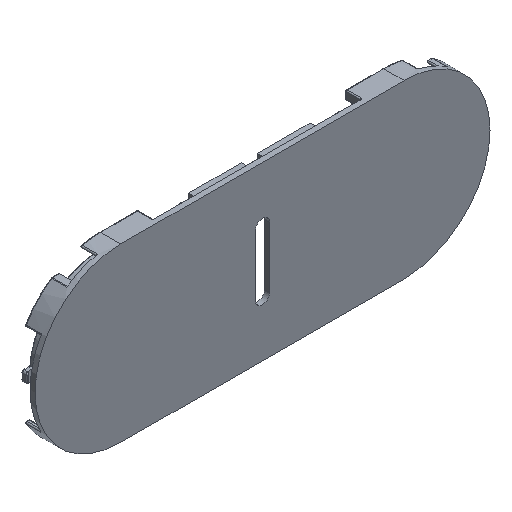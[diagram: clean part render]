
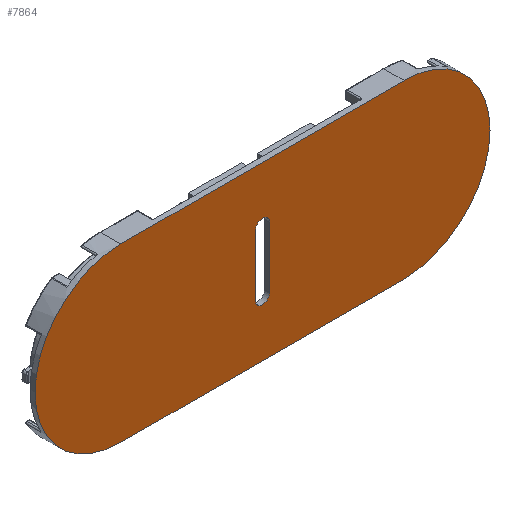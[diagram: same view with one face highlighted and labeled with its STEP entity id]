
A CAD part, isometric view. The second image highlights one B-rep face of the part: STEP entity #7864.
In plain terms, the highlighted planar face has unit normal (0, -1, 0).
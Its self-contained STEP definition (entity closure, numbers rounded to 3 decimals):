
#151 = ORIENTED_EDGE ( 'NONE', *, *, #9118, .T. ) ;
#180 = CARTESIAN_POINT ( 'NONE',  ( -70., 0., 42.5 ) ) ;
#200 = DIRECTION ( 'NONE',  ( 0., 0., 1. ) ) ;
#1321 = DIRECTION ( 'NONE',  ( 0., 0., -1. ) ) ;
#1667 = CIRCLE ( 'NONE', #15715, 3.5 ) ;
#1851 = AXIS2_PLACEMENT_3D ( 'NONE', #19397, #7284, #5589 ) ;
#1925 = EDGE_CURVE ( 'NONE', #12256, #11696, #10806, .T. ) ;
#1999 = DIRECTION ( 'NONE',  ( 0., 1., 0. ) ) ;
#2078 = DIRECTION ( 'NONE',  ( 0., 1., 0. ) ) ;
#2331 = CARTESIAN_POINT ( 'NONE',  ( 0., 0., -42.5 ) ) ;
#2456 = CARTESIAN_POINT ( 'NONE',  ( 70., 0., -42.5 ) ) ;
#2773 = VECTOR ( 'NONE', #1321, 1000. ) ;
#3100 = AXIS2_PLACEMENT_3D ( 'NONE', #6156, #4662, #17257 ) ;
#3509 = FACE_OUTER_BOUND ( 'NONE', #17774, .T. ) ;
#3640 = DIRECTION ( 'NONE',  ( 1., 0., 0. ) ) ;
#3931 = VERTEX_POINT ( 'NONE', #2456 ) ;
#4368 = EDGE_CURVE ( 'NONE', #19624, #3931, #6931, .T. ) ;
#4385 = CIRCLE ( 'NONE', #3100, 3.5 ) ;
#4662 = DIRECTION ( 'NONE',  ( 0., 1., 0. ) ) ;
#4749 = CARTESIAN_POINT ( 'NONE',  ( -70., 0., 0. ) ) ;
#4896 = VERTEX_POINT ( 'NONE', #10392 ) ;
#4973 = CARTESIAN_POINT ( 'NONE',  ( -3.5, 0., -15. ) ) ;
#5336 = ORIENTED_EDGE ( 'NONE', *, *, #18725, .T. ) ;
#5461 = EDGE_CURVE ( 'NONE', #19624, #14573, #7895, .T. ) ;
#5589 = DIRECTION ( 'NONE',  ( 0., 0., 1. ) ) ;
#5920 = LINE ( 'NONE', #15030, #2773 ) ;
#6033 = DIRECTION ( 'NONE',  ( -1., 0., 0. ) ) ;
#6156 = CARTESIAN_POINT ( 'NONE',  ( 0., 0., 15. ) ) ;
#6619 = AXIS2_PLACEMENT_3D ( 'NONE', #4749, #10846, #9340 ) ;
#6931 = LINE ( 'NONE', #2331, #15215 ) ;
#7284 = DIRECTION ( 'NONE',  ( 0., 1., 0. ) ) ;
#7373 = VERTEX_POINT ( 'NONE', #7626 ) ;
#7519 = LINE ( 'NONE', #16721, #16271 ) ;
#7626 = CARTESIAN_POINT ( 'NONE',  ( 3.5, 0., -15. ) ) ;
#7801 = DIRECTION ( 'NONE',  ( 0., 0., 1. ) ) ;
#7864 = ADVANCED_FACE ( 'NONE', ( #15704, #3509 ), #17401, .F. ) ;
#7895 = CIRCLE ( 'NONE', #6619, 42.5 ) ;
#8000 = DIRECTION ( 'NONE',  ( 0., 0., 1. ) ) ;
#8116 = EDGE_CURVE ( 'NONE', #16070, #15088, #4385, .T. ) ;
#8673 = ORIENTED_EDGE ( 'NONE', *, *, #5461, .F. ) ;
#9118 = EDGE_CURVE ( 'NONE', #11696, #16070, #12079, .T. ) ;
#9340 = DIRECTION ( 'NONE',  ( 0., 0., 1. ) ) ;
#9390 = CARTESIAN_POINT ( 'NONE',  ( -3.5, 0., 15. ) ) ;
#9458 = AXIS2_PLACEMENT_3D ( 'NONE', #14690, #2078, #11376 ) ;
#9768 = CIRCLE ( 'NONE', #9458, 42.5 ) ;
#9878 = EDGE_LOOP ( 'NONE', ( #13340, #151, #11183, #5336, #16017 ) ) ;
#10392 = CARTESIAN_POINT ( 'NONE',  ( 70., 0., 42.5 ) ) ;
#10569 = VECTOR ( 'NONE', #7801, 1000. ) ;
#10605 = DIRECTION ( 'NONE',  ( 0., 1., 0. ) ) ;
#10806 = LINE ( 'NONE', #16918, #10569 ) ;
#10846 = DIRECTION ( 'NONE',  ( 0., 1., 0. ) ) ;
#11183 = ORIENTED_EDGE ( 'NONE', *, *, #8116, .T. ) ;
#11244 = ORIENTED_EDGE ( 'NONE', *, *, #11284, .T. ) ;
#11284 = EDGE_CURVE ( 'NONE', #4896, #14573, #7519, .T. ) ;
#11376 = DIRECTION ( 'NONE',  ( 0., 0., 1. ) ) ;
#11696 = VERTEX_POINT ( 'NONE', #9390 ) ;
#12079 = CIRCLE ( 'NONE', #1851, 3.5 ) ;
#12256 = VERTEX_POINT ( 'NONE', #4973 ) ;
#12464 = CARTESIAN_POINT ( 'NONE',  ( -70., 0., -42.5 ) ) ;
#12886 = EDGE_CURVE ( 'NONE', #7373, #12256, #1667, .T. ) ;
#13340 = ORIENTED_EDGE ( 'NONE', *, *, #1925, .T. ) ;
#13541 = CARTESIAN_POINT ( 'NONE',  ( 3.5, 0., 15. ) ) ;
#13558 = ORIENTED_EDGE ( 'NONE', *, *, #4368, .T. ) ;
#14573 = VERTEX_POINT ( 'NONE', #180 ) ;
#14690 = CARTESIAN_POINT ( 'NONE',  ( 70., 0., 0. ) ) ;
#15030 = CARTESIAN_POINT ( 'NONE',  ( 3.5, 0., 15. ) ) ;
#15066 = ORIENTED_EDGE ( 'NONE', *, *, #18238, .F. ) ;
#15088 = VERTEX_POINT ( 'NONE', #13541 ) ;
#15215 = VECTOR ( 'NONE', #3640, 1000. ) ;
#15704 = FACE_BOUND ( 'NONE', #9878, .T. ) ;
#15715 = AXIS2_PLACEMENT_3D ( 'NONE', #19416, #10605, #200 ) ;
#15857 = AXIS2_PLACEMENT_3D ( 'NONE', #18709, #1999, #8000 ) ;
#16017 = ORIENTED_EDGE ( 'NONE', *, *, #12886, .T. ) ;
#16070 = VERTEX_POINT ( 'NONE', #19595 ) ;
#16271 = VECTOR ( 'NONE', #6033, 1000. ) ;
#16721 = CARTESIAN_POINT ( 'NONE',  ( 0., 0., 42.5 ) ) ;
#16918 = CARTESIAN_POINT ( 'NONE',  ( -3.5, 0., 15. ) ) ;
#17257 = DIRECTION ( 'NONE',  ( 0., 0., 1. ) ) ;
#17401 = PLANE ( 'NONE',  #15857 ) ;
#17774 = EDGE_LOOP ( 'NONE', ( #8673, #13558, #15066, #11244 ) ) ;
#18238 = EDGE_CURVE ( 'NONE', #4896, #3931, #9768, .T. ) ;
#18709 = CARTESIAN_POINT ( 'NONE',  ( 0., 0., 0. ) ) ;
#18725 = EDGE_CURVE ( 'NONE', #15088, #7373, #5920, .T. ) ;
#19397 = CARTESIAN_POINT ( 'NONE',  ( 0., 0., 15. ) ) ;
#19416 = CARTESIAN_POINT ( 'NONE',  ( 0., 0., -15. ) ) ;
#19595 = CARTESIAN_POINT ( 'NONE',  ( 0., 0., 18.5 ) ) ;
#19624 = VERTEX_POINT ( 'NONE', #12464 ) ;
